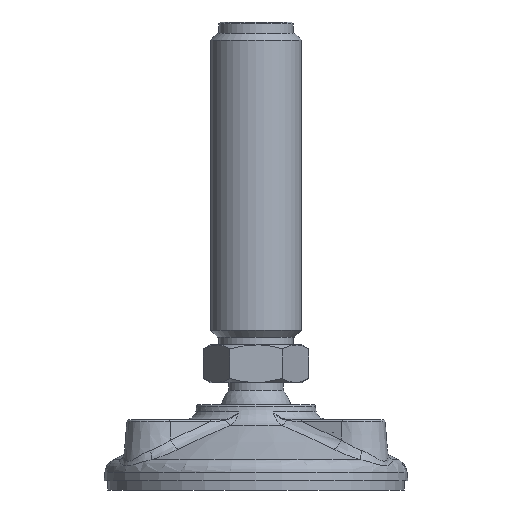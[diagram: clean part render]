
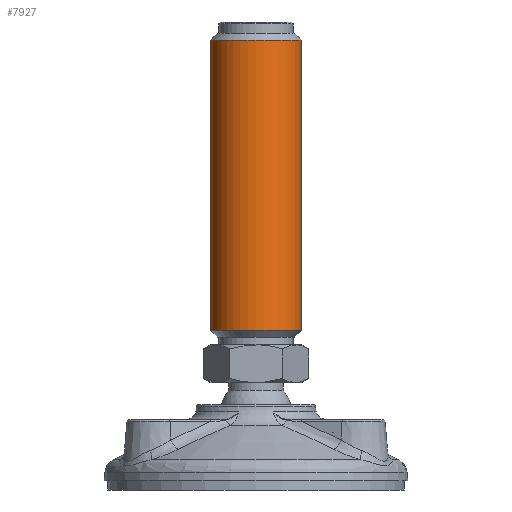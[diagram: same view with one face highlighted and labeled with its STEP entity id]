
A CAD part, front view. The second image highlights one B-rep face of the part: STEP entity #7927.
In plain terms, the highlighted cylindrical face has radius 12 mm (diameter 24 mm), a full revolution.
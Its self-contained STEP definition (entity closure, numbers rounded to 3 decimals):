
#47=CYLINDRICAL_SURFACE('',#8315,12.);
#1438=ORIENTED_EDGE('',*,*,#2838,.F.);
#1439=ORIENTED_EDGE('',*,*,#2841,.F.);
#2838=EDGE_CURVE('',#3578,#3578,#4054,.T.);
#2841=EDGE_CURVE('',#3581,#3581,#4057,.T.);
#3578=VERTEX_POINT('',#13099);
#3581=VERTEX_POINT('',#13106);
#4054=CIRCLE('',#8290,12.);
#4057=CIRCLE('',#8294,12.);
#4435=EDGE_LOOP('',(#1438));
#4436=EDGE_LOOP('',(#1439));
#4884=FACE_BOUND('',#4435,.T.);
#4885=FACE_BOUND('',#4436,.T.);
#7927=ADVANCED_FACE('',(#4884,#4885),#47,.T.);
#8290=AXIS2_PLACEMENT_3D('',#13098,#9017,#9018);
#8294=AXIS2_PLACEMENT_3D('',#13105,#9025,#9026);
#8315=AXIS2_PLACEMENT_3D('',#13235,#9073,#9074);
#9017=DIRECTION('',(0.,0.,1.));
#9018=DIRECTION('',(-0.866,-0.5,0.));
#9025=DIRECTION('',(0.,0.,-1.));
#9026=DIRECTION('',(0.866,0.5,0.));
#9073=DIRECTION('',(0.,0.,-1.));
#9074=DIRECTION('',(0.866,0.5,0.));
#13098=CARTESIAN_POINT('',(0.,-10.,115.98));
#13099=CARTESIAN_POINT('',(-10.392,-16.,115.98));
#13105=CARTESIAN_POINT('',(0.,-10.,39.58));
#13106=CARTESIAN_POINT('',(10.392,-4.,39.58));
#13235=CARTESIAN_POINT('',(0.,-10.,8.28));
